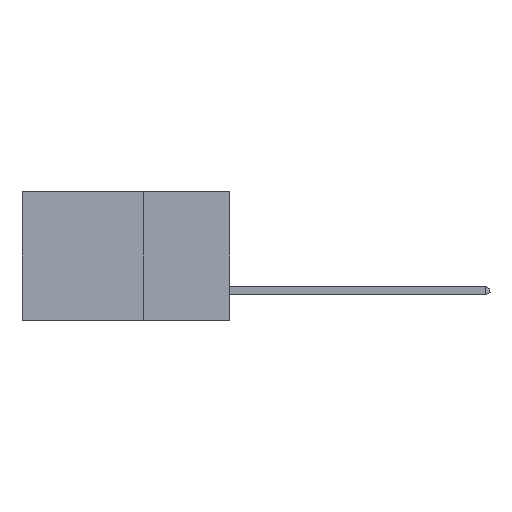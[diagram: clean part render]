
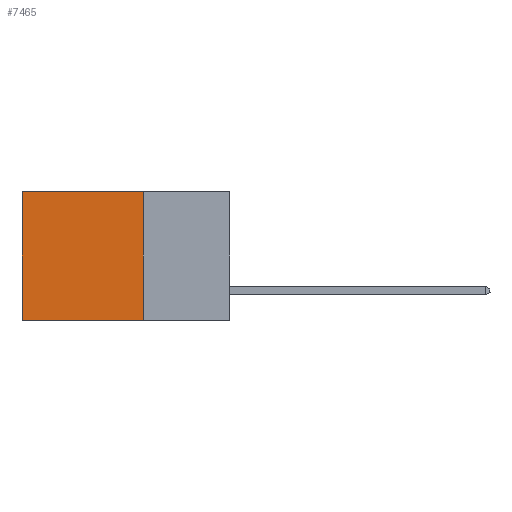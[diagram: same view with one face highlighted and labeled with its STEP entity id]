
A CAD part, left-side view. The second image highlights one B-rep face of the part: STEP entity #7465.
In plain terms, the highlighted planar face has unit normal (-1, 0, 0).
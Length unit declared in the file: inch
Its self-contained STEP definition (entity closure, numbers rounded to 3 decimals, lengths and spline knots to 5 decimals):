
#73 = EDGE_CURVE ( 'NONE', #2820, #1800, #5914, .T. ) ;
#179 = LINE ( 'NONE', #11836, #1957 ) ;
#1344 = DIRECTION ( 'NONE',  ( 0., 0., -1. ) ) ;
#1628 = ORIENTED_EDGE ( 'NONE', *, *, #4120, .T. ) ;
#1800 = VERTEX_POINT ( 'NONE', #14278 ) ;
#1886 = ORIENTED_EDGE ( 'NONE', *, *, #73, .T. ) ;
#1957 = VECTOR ( 'NONE', #4099, 39.37008 ) ;
#2389 = DIRECTION ( 'NONE',  ( 0., 0., -1. ) ) ;
#2820 = VERTEX_POINT ( 'NONE', #12673 ) ;
#2905 = VERTEX_POINT ( 'NONE', #10187 ) ;
#3665 = VERTEX_POINT ( 'NONE', #10172 ) ;
#3740 = PLANE ( 'NONE',  #12047 ) ;
#3939 = CARTESIAN_POINT ( 'NONE',  ( 0.298, 0.25, 0. ) ) ;
#4099 = DIRECTION ( 'NONE',  ( 0., 0., -1. ) ) ;
#4120 = EDGE_CURVE ( 'NONE', #1800, #3665, #179, .T. ) ;
#4464 = ORIENTED_EDGE ( 'NONE', *, *, #8047, .F. ) ;
#4744 = CARTESIAN_POINT ( 'NONE',  ( 0.298, 0.25, 0. ) ) ;
#4924 = CARTESIAN_POINT ( 'NONE',  ( 0.298, 0.25, -0.37 ) ) ;
#5211 = EDGE_LOOP ( 'NONE', ( #1628, #4464, #11485, #1886 ) ) ;
#5887 = FACE_OUTER_BOUND ( 'NONE', #5211, .T. ) ;
#5914 = LINE ( 'NONE', #3939, #6829 ) ;
#6606 = EDGE_CURVE ( 'NONE', #2820, #2905, #13394, .T. ) ;
#6829 = VECTOR ( 'NONE', #13080, 39.37008 ) ;
#7082 = DIRECTION ( 'NONE',  ( 1., 0., 0. ) ) ;
#7465 = ADVANCED_FACE ( 'NONE', ( #5887 ), #3740, .F. ) ;
#8047 = EDGE_CURVE ( 'NONE', #2905, #3665, #13474, .T. ) ;
#8411 = DIRECTION ( 'NONE',  ( 0., 1., 0. ) ) ;
#8469 = VECTOR ( 'NONE', #2389, 39.37008 ) ;
#10172 = CARTESIAN_POINT ( 'NONE',  ( 0.298, 0.6, -0.37 ) ) ;
#10187 = CARTESIAN_POINT ( 'NONE',  ( 0.298, 0.25, -0.37 ) ) ;
#10238 = CARTESIAN_POINT ( 'NONE',  ( 0.298, 0.25, 0. ) ) ;
#11485 = ORIENTED_EDGE ( 'NONE', *, *, #6606, .F. ) ;
#11836 = CARTESIAN_POINT ( 'NONE',  ( 0.298, 0.6, 0. ) ) ;
#12047 = AXIS2_PLACEMENT_3D ( 'NONE', #4744, #7082, #1344 ) ;
#12673 = CARTESIAN_POINT ( 'NONE',  ( 0.298, 0.25, 0. ) ) ;
#12918 = VECTOR ( 'NONE', #8411, 39.37008 ) ;
#13080 = DIRECTION ( 'NONE',  ( 0., 1., 0. ) ) ;
#13394 = LINE ( 'NONE', #10238, #8469 ) ;
#13474 = LINE ( 'NONE', #4924, #12918 ) ;
#14278 = CARTESIAN_POINT ( 'NONE',  ( 0.298, 0.6, 0. ) ) ;
